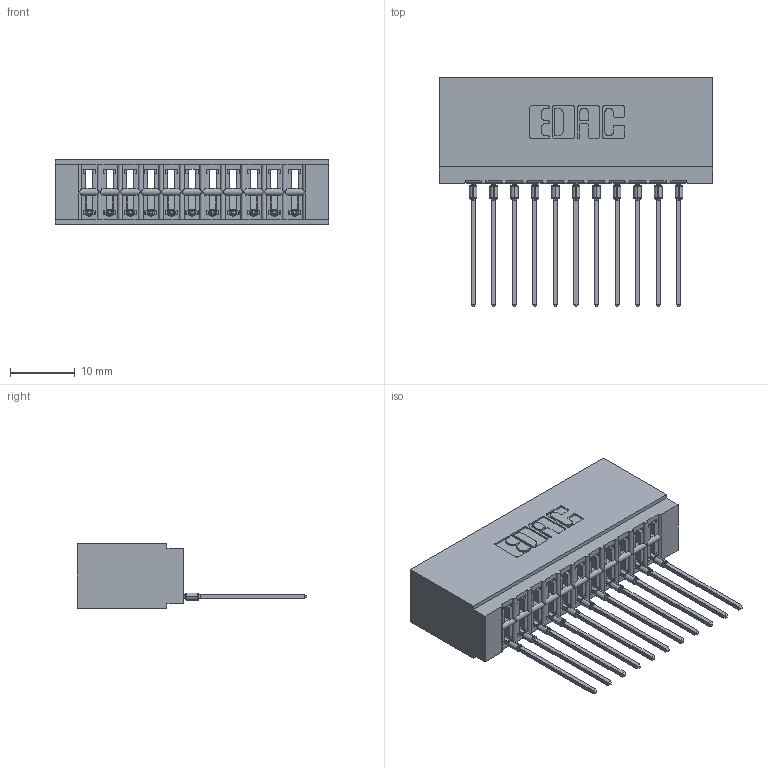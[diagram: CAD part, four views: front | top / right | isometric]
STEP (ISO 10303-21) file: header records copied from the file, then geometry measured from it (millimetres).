
FILE_DESCRIPTION (( 'STEP AP203' ), '1' );
FILE_NAME ('746-011-541-101.STEP', '2026-02-27T16:47:20', ( '' ), ( '' ), 'SwSTEP 2.0', 'SolidWorks 2023', '' );
FILE_SCHEMA (( 'CONFIG_CONTROL_DESIGN' ));
Length unit declared in the file: millimetre
Products named in the file (3): 746 Part_.515 Slot Depth - 01; 746-011-541-101; 746-292-001_541
Assembly tree (12 placements, depth 2):
  746-011-541-101
    746 Part_.515 Slot Depth - 01
    746-292-001_541  x11
Bounding box: 42.16 x 35.42 x 9.91 mm (x, y, z)
Volume: 4670.1 mm3; surface area: 6665.1 mm2
Topology: 12 solids, 12 shells, 1285 faces, 3640 edges, 2342 vertices
Faces by surface type: plane 748, cylinder 251, bspline 220, torus 66
Entity records: 20995 total; most frequent: CARTESIAN_POINT 4504, ORIENTED_EDGE 3580, DIRECTION 3020, EDGE_CURVE 1790, VECTOR 1496, LINE 1496, VERTEX_POINT 1182, AXIS2_PLACEMENT_3D 762
